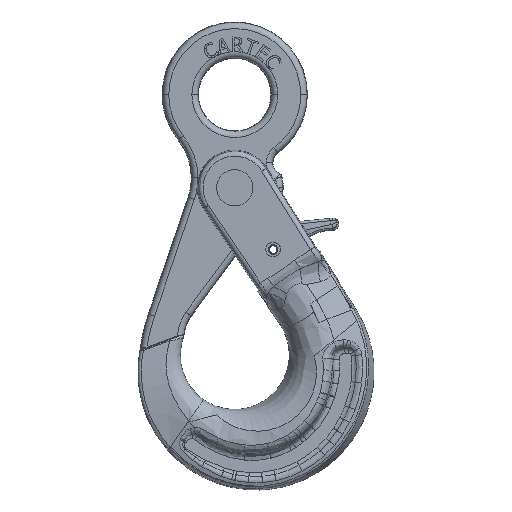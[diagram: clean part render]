
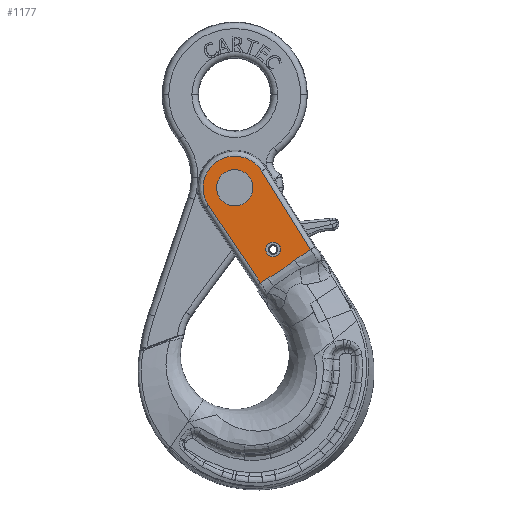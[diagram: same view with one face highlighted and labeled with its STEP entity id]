
A CAD part, top view. The second image highlights one B-rep face of the part: STEP entity #1177.
In plain terms, the highlighted planar face has unit normal (0, 0, 1).
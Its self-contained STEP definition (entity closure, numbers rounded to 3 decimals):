
#1177=ADVANCED_FACE('',(#2761,#2762,#2763),#2764,.T.);
#2761=FACE_OUTER_BOUND('',#13618,.T.);
#2762=FACE_BOUND('',#13619,.T.);
#2763=FACE_BOUND('',#13620,.T.);
#2764=PLANE('',#13621);
#13618=EDGE_LOOP('',(#39083,#39084,#39085,#39086,#39087,#39088,#39089,#39090));
#13619=EDGE_LOOP('',(#39091,#39092));
#13620=EDGE_LOOP('',(#39093,#39094));
#13621=AXIS2_PLACEMENT_3D('',#39095,#39096,#39097);
#39083=ORIENTED_EDGE('',*,*,#43260,.T.);
#39084=ORIENTED_EDGE('',*,*,#43261,.F.);
#39085=ORIENTED_EDGE('',*,*,#43262,.T.);
#39086=ORIENTED_EDGE('',*,*,#43263,.F.);
#39087=ORIENTED_EDGE('',*,*,#43264,.T.);
#39088=ORIENTED_EDGE('',*,*,#43265,.T.);
#39089=ORIENTED_EDGE('',*,*,#43266,.T.);
#39090=ORIENTED_EDGE('',*,*,#43267,.T.);
#39091=ORIENTED_EDGE('',*,*,#42765,.F.);
#39092=ORIENTED_EDGE('',*,*,#42966,.F.);
#39093=ORIENTED_EDGE('',*,*,#43109,.T.);
#39094=ORIENTED_EDGE('',*,*,#42762,.T.);
#39095=CARTESIAN_POINT('',(62.554,26.87,30.0));
#39096=DIRECTION('',(0.0,0.0,1.0));
#39097=DIRECTION('',(1.0,-0.0,0.0));
#42762=EDGE_CURVE('',#45437,#45441,#45443,.F.);
#42765=EDGE_CURVE('',#45445,#45448,#45449,.T.);
#42966=EDGE_CURVE('',#45448,#45445,#45787,.T.);
#43109=EDGE_CURVE('',#45441,#45437,#46018,.F.);
#43260=EDGE_CURVE('',#46283,#46284,#46285,.T.);
#43261=EDGE_CURVE('',#46286,#46284,#46287,.T.);
#43262=EDGE_CURVE('',#46286,#46288,#46289,.T.);
#43263=EDGE_CURVE('',#46290,#46288,#46291,.T.);
#43264=EDGE_CURVE('',#46290,#46292,#46293,.T.);
#43265=EDGE_CURVE('',#46292,#46294,#46295,.T.);
#43266=EDGE_CURVE('',#46294,#46296,#46297,.T.);
#43267=EDGE_CURVE('',#46296,#46283,#46298,.T.);
#45437=VERTEX_POINT('',#50379);
#45441=VERTEX_POINT('',#50384);
#45443=CIRCLE('',#50387,6.05);
#45445=VERTEX_POINT('',#50389);
#45448=VERTEX_POINT('',#50393);
#45449=CIRCLE('',#50394,14.05);
#45787=CIRCLE('',#52599,14.05);
#46018=CIRCLE('',#53550,6.05);
#46283=VERTEX_POINT('',#54988);
#46284=VERTEX_POINT('',#54989);
#46285=LINE('',#54990,#54991);
#46286=VERTEX_POINT('',#54992);
#46287=LINE('',#54993,#54994);
#46288=VERTEX_POINT('',#54995);
#46289=B_SPLINE_CURVE_WITH_KNOTS('',5,(#54996,#54997,#54998,#54999,#55000,#55001,#55002,#55003,#55004,#55005,#55006,#55007,#55008,#55009,#55010),.UNSPECIFIED.,.F.,.F.,(6,3,3,3,6),(0.0,0.25,0.5,0.75,1.0),.UNSPECIFIED.);
#46290=VERTEX_POINT('',#55011);
#46291=LINE('',#55012,#55013);
#46292=VERTEX_POINT('',#55014);
#46293=LINE('',#55015,#55016);
#46294=VERTEX_POINT('',#55017);
#46295=B_SPLINE_CURVE_WITH_KNOTS('',3,(#55018,#55019,#55020,#55021,#55022,#55023,#55024,#55025,#55026,#55027,#55028,#55029,#55030),.UNSPECIFIED.,.F.,.F.,(4,3,3,3,4),(-1.,-0.75,-0.499,-0.249,0.),.UNSPECIFIED.);
#46296=VERTEX_POINT('',#55031);
#46297=B_SPLINE_CURVE_WITH_KNOTS('',3,(#55032,#55033,#55034,#55035,#55036,#55037,#55038,#55039,#55040,#55041),.UNSPECIFIED.,.F.,.F.,(4,3,3,4),(-1.0,-0.997,-0.496,0.0),.UNSPECIFIED.);
#46298=B_SPLINE_CURVE_WITH_KNOTS('',3,(#55042,#55043,#55044,#55045,#55046,#55047,#55048,#55049,#55050,#55051,#55052,#55053,#55054,#55055,#55056,#55057,#55058,#55059,#55060),.UNSPECIFIED.,.F.,.F.,(4,3,3,3,3,3,4),(-1.0,-0.995,-0.684,-0.653,-0.622,-0.498,0.),.UNSPECIFIED.);
#50379=CARTESIAN_POINT('',(25.659,-50.937,30.0));
#50384=CARTESIAN_POINT('',(37.759,-50.937,30.0));
#50387=AXIS2_PLACEMENT_3D('',#63884,#63885,#63886);
#50389=CARTESIAN_POINT('',(14.05,0.0,30.0));
#50393=CARTESIAN_POINT('',(-14.05,0.,30.0));
#50394=AXIS2_PLACEMENT_3D('',#63888,#63889,#63890);
#52599=AXIS2_PLACEMENT_3D('',#64089,#64090,#64091);
#53550=AXIS2_PLACEMENT_3D('',#64263,#64264,#64265);
#54988=CARTESIAN_POINT('',(49.496,-59.743,30.0));
#54989=CARTESIAN_POINT('',(62.555,-50.962,30.0));
#54990=CARTESIAN_POINT('',(49.496,-59.743,30.0));
#54991=VECTOR('',#64363,10.0);
#54992=CARTESIAN_POINT('',(22.219,13.832,30.0));
#54993=CARTESIAN_POINT('',(22.219,13.832,30.0));
#54994=VECTOR('',#64364,10.0);
#54995=CARTESIAN_POINT('',(-21.719,-14.603,30.0));
#54996=CARTESIAN_POINT('',(22.219,13.832,30.0));
#54997=CARTESIAN_POINT('',(20.022,17.361,30.0));
#54998=CARTESIAN_POINT('',(17.124,20.454,30.0));
#54999=CARTESIAN_POINT('',(13.641,22.924,30.0));
#55000=CARTESIAN_POINT('',(5.886,26.348,30.0));
#55001=CARTESIAN_POINT('',(-2.588,26.55,30.0));
#55002=CARTESIAN_POINT('',(-6.791,25.797,30.0));
#55003=CARTESIAN_POINT('',(-14.668,22.665,30.0));
#55004=CARTESIAN_POINT('',(-20.751,16.762,30.0));
#55005=CARTESIAN_POINT('',(-23.16,13.236,30.0));
#55006=CARTESIAN_POINT('',(-26.447,5.423,30.0));
#55007=CARTESIAN_POINT('',(-26.5,-3.053,30.0));
#55008=CARTESIAN_POINT('',(-25.674,-7.243,30.0));
#55009=CARTESIAN_POINT('',(-24.039,-11.154,30.0));
#55010=CARTESIAN_POINT('',(-21.719,-14.603,30.0));
#55011=CARTESIAN_POINT('',(21.354,-78.664,30.0));
#55012=CARTESIAN_POINT('',(21.354,-78.664,30.0));
#55013=VECTOR('',#64365,10.0);
#55014=CARTESIAN_POINT('',(27.3,-74.666,30.0));
#55015=CARTESIAN_POINT('',(21.354,-78.664,30.0));
#55016=VECTOR('',#64366,10.0);
#55017=CARTESIAN_POINT('',(38.808,-67.857,30.0));
#55018=CARTESIAN_POINT('',(27.3,-74.666,30.0));
#55019=CARTESIAN_POINT('',(28.226,-74.044,30.0));
#55020=CARTESIAN_POINT('',(29.176,-73.459,30.0));
#55021=CARTESIAN_POINT('',(30.14,-72.897,30.0));
#55022=CARTESIAN_POINT('',(31.105,-72.335,30.0));
#55023=CARTESIAN_POINT('',(32.085,-71.797,30.0));
#55024=CARTESIAN_POINT('',(33.066,-71.26,30.0));
#55025=CARTESIAN_POINT('',(34.047,-70.723,30.0));
#55026=CARTESIAN_POINT('',(35.029,-70.188,30.0));
#55027=CARTESIAN_POINT('',(35.993,-69.626,30.0));
#55028=CARTESIAN_POINT('',(36.952,-69.067,30.0));
#55029=CARTESIAN_POINT('',(37.893,-68.482,30.0));
#55030=CARTESIAN_POINT('',(38.808,-67.857,30.0));
#55031=CARTESIAN_POINT('',(44.119,-63.766,30.0));
#55032=CARTESIAN_POINT('',(38.808,-67.857,30.0));
#55033=CARTESIAN_POINT('',(38.814,-67.853,30.0));
#55034=CARTESIAN_POINT('',(38.82,-67.849,30.0));
#55035=CARTESIAN_POINT('',(38.825,-67.845,30.0));
#55036=CARTESIAN_POINT('',(39.746,-67.216,30.0));
#55037=CARTESIAN_POINT('',(40.642,-66.547,30.0));
#55038=CARTESIAN_POINT('',(41.523,-65.856,30.0));
#55039=CARTESIAN_POINT('',(42.396,-65.172,30.0));
#55040=CARTESIAN_POINT('',(43.256,-64.466,30.0));
#55041=CARTESIAN_POINT('',(44.119,-63.766,30.0));
#55042=CARTESIAN_POINT('',(44.119,-63.766,30.0));
#55043=CARTESIAN_POINT('',(44.127,-63.76,30.0));
#55044=CARTESIAN_POINT('',(44.135,-63.753,30.0));
#55045=CARTESIAN_POINT('',(44.143,-63.747,30.0));
#55046=CARTESIAN_POINT('',(44.688,-63.305,30.0));
#55047=CARTESIAN_POINT('',(45.233,-62.866,30.0));
#55048=CARTESIAN_POINT('',(45.783,-62.435,30.0));
#55049=CARTESIAN_POINT('',(45.838,-62.392,30.0));
#55050=CARTESIAN_POINT('',(45.893,-62.349,30.0));
#55051=CARTESIAN_POINT('',(45.949,-62.306,30.0));
#55052=CARTESIAN_POINT('',(46.004,-62.263,30.0));
#55053=CARTESIAN_POINT('',(46.059,-62.22,30.0));
#55054=CARTESIAN_POINT('',(46.114,-62.177,30.0));
#55055=CARTESIAN_POINT('',(46.335,-62.006,30.0));
#55056=CARTESIAN_POINT('',(46.557,-61.837,30.0));
#55057=CARTESIAN_POINT('',(46.78,-61.67,30.0));
#55058=CARTESIAN_POINT('',(47.671,-61.001,30.0));
#55059=CARTESIAN_POINT('',(48.577,-60.36,30.0));
#55060=CARTESIAN_POINT('',(49.496,-59.743,30.0));
#63884=CARTESIAN_POINT('',(31.709,-50.937,30.0));
#63885=DIRECTION('',(0.0,0.0,1.0));
#63886=DIRECTION('',(1.0,0.0,0.0));
#63888=CARTESIAN_POINT('',(0.0,0.0,30.0));
#63889=DIRECTION('',(0.0,0.0,1.0));
#63890=DIRECTION('',(1.0,0.0,0.0));
#64089=CARTESIAN_POINT('',(0.0,0.0,30.0));
#64090=DIRECTION('',(0.0,0.0,1.0));
#64091=DIRECTION('',(1.0,0.0,0.0));
#64263=CARTESIAN_POINT('',(31.709,-50.937,30.0));
#64264=DIRECTION('',(0.0,0.0,1.0));
#64265=DIRECTION('',(1.0,0.0,0.0));
#64363=DIRECTION('',(0.83,0.558,0.0));
#64364=DIRECTION('',(0.528,-0.849,0.0));
#64365=DIRECTION('',(-0.558,0.83,0.0));
#64366=DIRECTION('',(0.83,0.558,0.0));
